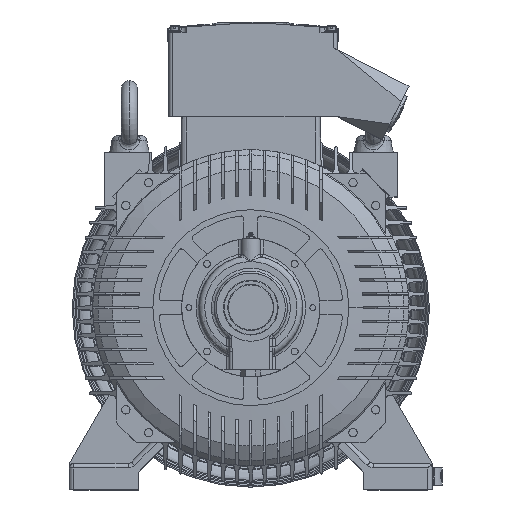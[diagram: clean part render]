
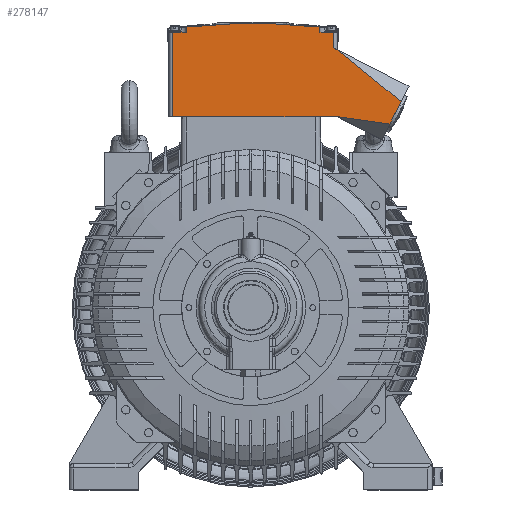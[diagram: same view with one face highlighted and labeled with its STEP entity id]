
A CAD part, top view. The second image highlights one B-rep face of the part: STEP entity #278147.
In plain terms, the highlighted planar face has unit normal (0, 0, 1).
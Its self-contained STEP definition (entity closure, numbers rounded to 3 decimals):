
#104545=DIRECTION('',(-1.,0.,0.));
#104546=VECTOR('',#104545,286.);
#104547=CARTESIAN_POINT('',(120.666,352.857,367.));
#104548=LINE('',#104547,#104546);
#105943=DIRECTION('',(1.,0.,0.));
#105944=VECTOR('',#105943,24.);
#105945=CARTESIAN_POINT('',(90.666,499.357,367.));
#105946=LINE('',#105945,#105944);
#105981=DIRECTION('',(0.,1.,0.));
#105982=VECTOR('',#105981,27.282);
#105983=CARTESIAN_POINT('',(114.666,472.075,367.));
#105984=LINE('',#105983,#105982);
#105995=DIRECTION('',(0.,-1.,0.));
#105996=VECTOR('',#105995,9.03);
#105997=CARTESIAN_POINT('',(-141.334,508.387,367.));
#105998=LINE('',#105997,#105996);
#105999=CARTESIAN_POINT('',(-25.334,-615.643,367.));
#106000=DIRECTION('',(0.,0.,1.));
#106001=DIRECTION('',(0.103,0.995,0.));
#106002=AXIS2_PLACEMENT_3D('',#105999,#106000,#106001);
#106004=DIRECTION('',(0.,1.,0.));
#106005=VECTOR('',#106004,9.03);
#106006=CARTESIAN_POINT('',(90.666,499.357,367.));
#106007=LINE('',#106006,#106005);
#106008=DIRECTION('',(-0.891,0.454,0.));
#106009=VECTOR('',#106008,6.734);
#106010=CARTESIAN_POINT('',(120.666,469.018,367.));
#106011=LINE('',#106010,#106009);
#106012=DIRECTION('',(-0.776,0.631,0.));
#106013=VECTOR('',#106012,142.92);
#106014=CARTESIAN_POINT('',(231.552,378.849,367.));
#106015=LINE('',#106014,#106013);
#106016=DIRECTION('',(0.454,0.891,0.));
#106017=VECTOR('',#106016,43.5);
#106018=CARTESIAN_POINT('',(211.803,340.09,367.));
#106019=LINE('',#106018,#106017);
#106020=DIRECTION('',(0.99,-0.139,0.));
#106021=VECTOR('',#106020,92.027);
#106022=CARTESIAN_POINT('',(120.666,352.857,367.));
#106023=LINE('',#106022,#106021);
#106028=DIRECTION('',(0.,-1.,0.));
#106029=VECTOR('',#106028,146.5);
#106030=CARTESIAN_POINT('',(-165.334,499.357,367.));
#106031=LINE('',#106030,#106029);
#106049=DIRECTION('',(1.,0.,0.));
#106050=VECTOR('',#106049,24.);
#106051=CARTESIAN_POINT('',(-165.334,499.357,367.));
#106052=LINE('',#106051,#106050);
#135061=CARTESIAN_POINT('',(120.666,352.857,367.));
#135062=CARTESIAN_POINT('',(211.803,340.09,367.));
#135063=VERTEX_POINT('',#135061);
#135064=VERTEX_POINT('',#135062);
#135065=CARTESIAN_POINT('',(231.552,378.849,367.));
#135066=VERTEX_POINT('',#135065);
#135067=CARTESIAN_POINT('',(120.666,469.018,367.));
#135068=VERTEX_POINT('',#135067);
#135069=CARTESIAN_POINT('',(114.666,472.075,367.));
#135070=VERTEX_POINT('',#135069);
#135081=CARTESIAN_POINT('',(-165.334,352.857,367.));
#135082=VERTEX_POINT('',#135081);
#136024=CARTESIAN_POINT('',(-141.334,508.387,367.));
#136026=VERTEX_POINT('',#136024);
#136027=CARTESIAN_POINT('',(90.666,508.387,367.));
#136028=VERTEX_POINT('',#136027);
#136214=CARTESIAN_POINT('',(-165.334,499.357,367.));
#136215=CARTESIAN_POINT('',(-141.334,499.357,367.));
#136216=VERTEX_POINT('',#136214);
#136217=VERTEX_POINT('',#136215);
#136218=CARTESIAN_POINT('',(90.666,499.357,367.));
#136219=CARTESIAN_POINT('',(114.666,499.357,367.));
#136220=VERTEX_POINT('',#136218);
#136221=VERTEX_POINT('',#136219);
#278120=CARTESIAN_POINT('',(-179.334,487.857,367.));
#278121=DIRECTION('',(0.,0.,1.));
#278122=DIRECTION('',(0.,-1.,0.));
#278123=AXIS2_PLACEMENT_3D('',#278120,#278121,#278122);
#278124=PLANE('',#278123);
#278126=ORIENTED_EDGE('',*,*,#278125,.F.);
#278128=ORIENTED_EDGE('',*,*,#278127,.T.);
#278130=ORIENTED_EDGE('',*,*,#278129,.F.);
#278131=ORIENTED_EDGE('',*,*,#277373,.F.);
#278133=ORIENTED_EDGE('',*,*,#278132,.F.);
#278134=ORIENTED_EDGE('',*,*,#278081,.T.);
#278135=ORIENTED_EDGE('',*,*,#278111,.F.);
#278137=ORIENTED_EDGE('',*,*,#278136,.F.);
#278139=ORIENTED_EDGE('',*,*,#278138,.F.);
#278141=ORIENTED_EDGE('',*,*,#278140,.F.);
#278143=ORIENTED_EDGE('',*,*,#278142,.F.);
#278144=ORIENTED_EDGE('',*,*,#276925,.T.);
#278145=EDGE_LOOP('',(#278126,#278128,#278130,#278131,#278133,#278134,#278135,
#278137,#278139,#278141,#278143,#278144));
#278146=FACE_OUTER_BOUND('',#278145,.F.);
#278147=ADVANCED_FACE('',(#278146),#278124,.T.);
#106003=CIRCLE('',#106002,1130.);
#276925=EDGE_CURVE('',#135063,#135082,#104548,.T.);
#277373=EDGE_CURVE('',#136028,#136026,#106003,.T.);
#278081=EDGE_CURVE('',#136220,#136221,#105946,.T.);
#278111=EDGE_CURVE('',#135070,#136221,#105984,.T.);
#278125=EDGE_CURVE('',#136216,#135082,#106031,.T.);
#278127=EDGE_CURVE('',#136216,#136217,#106052,.T.);
#278129=EDGE_CURVE('',#136026,#136217,#105998,.T.);
#278132=EDGE_CURVE('',#136220,#136028,#106007,.T.);
#278136=EDGE_CURVE('',#135068,#135070,#106011,.T.);
#278138=EDGE_CURVE('',#135066,#135068,#106015,.T.);
#278140=EDGE_CURVE('',#135064,#135066,#106019,.T.);
#278142=EDGE_CURVE('',#135063,#135064,#106023,.T.);
